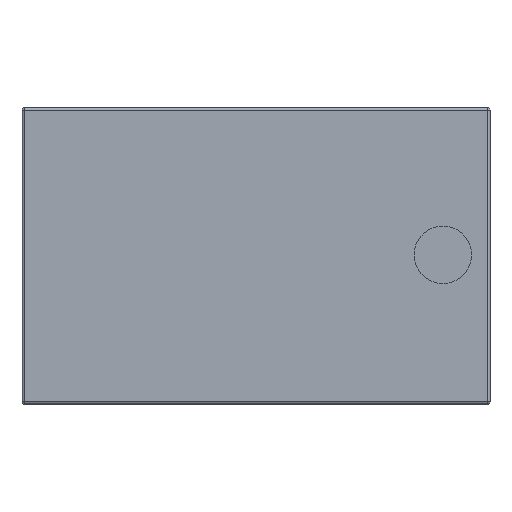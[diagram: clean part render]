
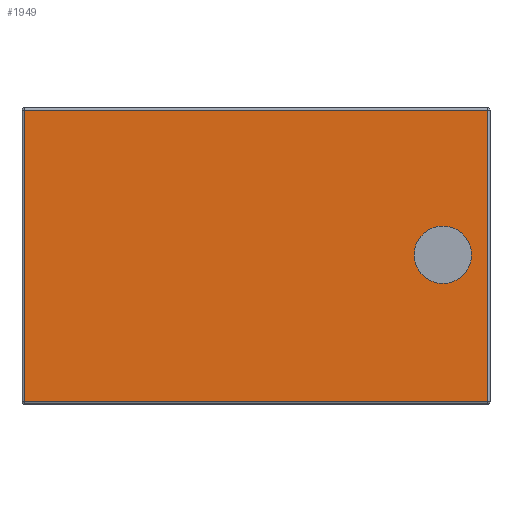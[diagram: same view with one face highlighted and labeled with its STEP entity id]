
A CAD part, top view. The second image highlights one B-rep face of the part: STEP entity #1949.
In plain terms, the highlighted planar face has unit normal (0, 0, 1).
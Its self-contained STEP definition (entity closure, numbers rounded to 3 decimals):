
#103=LINE('',#2786,#219);
#104=LINE('',#2789,#220);
#105=LINE('',#2791,#221);
#106=LINE('',#2793,#222);
#219=VECTOR('',#2311,1000.);
#220=VECTOR('',#2312,1000.);
#221=VECTOR('',#2313,1000.);
#222=VECTOR('',#2314,1000.);
#368=ORIENTED_EDGE('',*,*,#752,.T.);
#369=ORIENTED_EDGE('',*,*,#753,.T.);
#370=ORIENTED_EDGE('',*,*,#754,.T.);
#371=ORIENTED_EDGE('',*,*,#755,.T.);
#372=ORIENTED_EDGE('',*,*,#756,.T.);
#752=EDGE_CURVE('',#942,#943,#103,.T.);
#753=EDGE_CURVE('',#943,#944,#104,.T.);
#754=EDGE_CURVE('',#944,#945,#105,.T.);
#755=EDGE_CURVE('',#945,#942,#106,.T.);
#756=EDGE_CURVE('',#946,#946,#1036,.T.);
#942=VERTEX_POINT('',#2787);
#943=VERTEX_POINT('',#2788);
#944=VERTEX_POINT('',#2790);
#945=VERTEX_POINT('',#2792);
#946=VERTEX_POINT('',#2795);
#1036=CIRCLE('',#2070,0.125);
#1097=EDGE_LOOP('',(#368,#369,#370,#371));
#1098=EDGE_LOOP('',(#372));
#1203=FACE_BOUND('',#1097,.T.);
#1204=FACE_BOUND('',#1098,.T.);
#1302=PLANE('',#2069);
#1949=ADVANCED_FACE('',(#1203,#1204),#1302,.T.);
#2069=AXIS2_PLACEMENT_3D('',#2785,#2309,#2310);
#2070=AXIS2_PLACEMENT_3D('',#2794,#2315,#2316);
#2309=DIRECTION('',(0.,0.,1.));
#2310=DIRECTION('',(1.,0.,0.));
#2311=DIRECTION('',(0.,-1.,0.));
#2312=DIRECTION('',(1.,0.,0.));
#2313=DIRECTION('',(0.,1.,0.));
#2314=DIRECTION('',(-1.,0.,0.));
#2315=DIRECTION('',(0.,0.,-1.));
#2316=DIRECTION('',(-1.,0.,0.));
#2785=CARTESIAN_POINT('',(0.,0.,0.));
#2786=CARTESIAN_POINT('',(-1.01,0.,0.));
#2787=CARTESIAN_POINT('',(-1.01,0.635,0.));
#2788=CARTESIAN_POINT('',(-1.01,-0.635,0.));
#2789=CARTESIAN_POINT('',(0.,-0.635,0.));
#2790=CARTESIAN_POINT('',(1.01,-0.635,0.));
#2791=CARTESIAN_POINT('',(1.01,0.,0.));
#2792=CARTESIAN_POINT('',(1.01,0.635,0.));
#2793=CARTESIAN_POINT('',(0.,0.635,0.));
#2794=CARTESIAN_POINT('',(0.814,0.005,0.));
#2795=CARTESIAN_POINT('',(0.689,0.005,0.));
